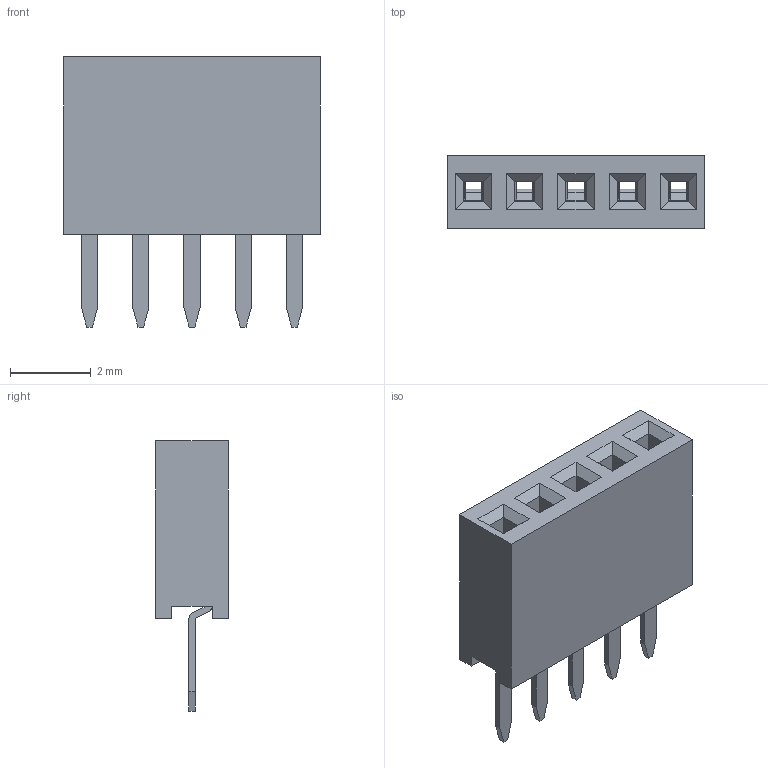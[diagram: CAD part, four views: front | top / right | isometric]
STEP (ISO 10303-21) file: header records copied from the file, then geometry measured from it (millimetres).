
FILE_DESCRIPTION(('STEP AP214'), '1');
FILE_NAME('PBS1.27', '', ('UNSPECIFIED'), ('UNSPECIFIED'), 'ASCON STEP Converter 1.6', 'ASCON Math Kernel', '');
FILE_SCHEMA(('AUTOMOTIVE_DESIGN { 1 0 10303 214 3 1 1}'));
Length unit declared in the file: millimetre
Bounding box: 6.35 x 1.8 x 6.7 mm (x, y, z)
Volume: 36 mm3; surface area: 264.5 mm2
Topology: 6 solids, 6 shells, 320 faces, 844 edges, 536 vertices
Faces by surface type: plane 275, cylinder 45
Entity records: 12308 total; most frequent: CARTESIAN_POINT 1701, ORIENTED_EDGE 1688, DIRECTION 1576, EDGE_CURVE 844, LINE 754, VECTOR 754, VERTEX_POINT 536, AXIS2_PLACEMENT_3D 411
